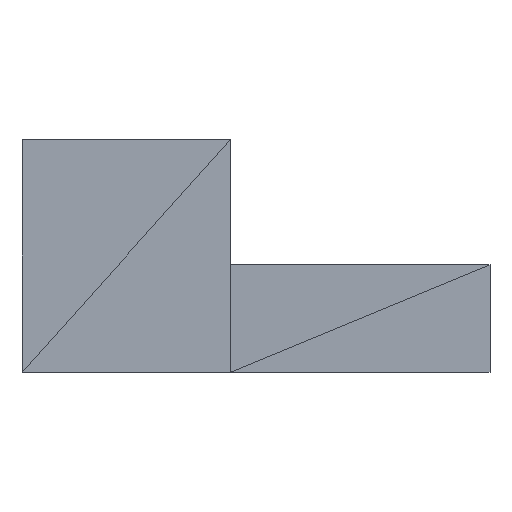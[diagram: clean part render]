
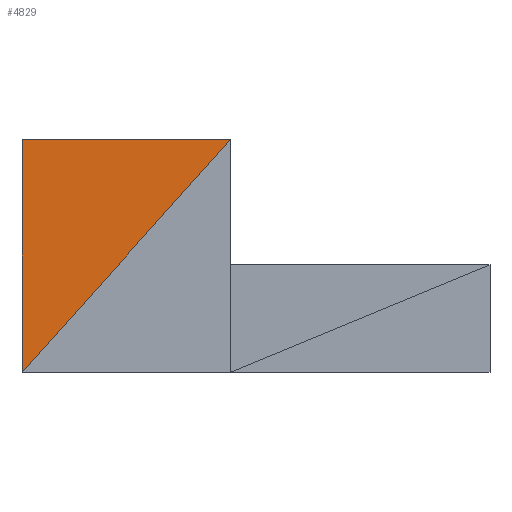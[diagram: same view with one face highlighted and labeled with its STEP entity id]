
A CAD part, front view. The second image highlights one B-rep face of the part: STEP entity #4829.
In plain terms, the highlighted planar face has unit normal (0, -1, 0).
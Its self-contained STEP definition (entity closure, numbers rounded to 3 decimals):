
#2339 = VERTEX_POINT('',#2340);
#2340 = CARTESIAN_POINT('',(-104.15,-43.375,56.));
#2354 = PLANE('',#2355);
#2355 = AXIS2_PLACEMENT_3D('',#2356,#2357,#2358);
#2356 = CARTESIAN_POINT('',(-99.275,-38.625,56.));
#2357 = DIRECTION('',(0.,-0.,-1.));
#2358 = DIRECTION('',(-1.,0.,-0.));
#2540 = VERTEX_POINT('',#2541);
#2541 = CARTESIAN_POINT('',(-104.15,-43.375,43.));
#2993 = PLANE('',#2994);
#2994 = AXIS2_PLACEMENT_3D('',#2995,#2996,#2997);
#2995 = CARTESIAN_POINT('',(-104.15,-43.375,56.));
#2996 = DIRECTION('',(1.,0.,0.));
#2997 = DIRECTION('',(-0.,0.,1.));
#3048 = EDGE_CURVE('',#2540,#2339,#3049,.T.);
#3049 = SURFACE_CURVE('',#3050,(#3054,#3061),.PCURVE_S1.);
#3050 = LINE('',#3051,#3052);
#3051 = CARTESIAN_POINT('',(-104.15,-43.375,43.));
#3052 = VECTOR('',#3053,1.);
#3053 = DIRECTION('',(0.,0.,1.));
#3054 = PCURVE('',#2993,#3055);
#3055 = DEFINITIONAL_REPRESENTATION('',(#3056),#3060);
#3056 = LINE('',#3057,#3058);
#3057 = CARTESIAN_POINT('',(-13.,0.));
#3058 = VECTOR('',#3059,1.);
#3059 = DIRECTION('',(1.,0.));
#3060 = ( GEOMETRIC_REPRESENTATION_CONTEXT(2) 
PARAMETRIC_REPRESENTATION_CONTEXT() REPRESENTATION_CONTEXT('2D SPACE',''
  ) );
#3061 = PCURVE('',#3062,#3067);
#3062 = PLANE('',#3063);
#3063 = AXIS2_PLACEMENT_3D('',#3064,#3065,#3066);
#3064 = CARTESIAN_POINT('',(-104.15,-43.375,43.));
#3065 = DIRECTION('',(0.,1.,0.));
#3066 = DIRECTION('',(0.,-0.,1.));
#3067 = DEFINITIONAL_REPRESENTATION('',(#3068),#3071);
#3068 = B_SPLINE_CURVE_WITH_KNOTS('',1,(#3069,#3070),.UNSPECIFIED.,.F.,
  .F.,(2,2),(0.,13.),.PIECEWISE_BEZIER_KNOTS.);
#3069 = CARTESIAN_POINT('',(0.,0.));
#3070 = CARTESIAN_POINT('',(13.,0.));
#3071 = ( GEOMETRIC_REPRESENTATION_CONTEXT(2) 
PARAMETRIC_REPRESENTATION_CONTEXT() REPRESENTATION_CONTEXT('2D SPACE',''
  ) );
#3383 = EDGE_CURVE('',#2339,#3384,#3386,.T.);
#3384 = VERTEX_POINT('',#3385);
#3385 = CARTESIAN_POINT('',(-92.5,-43.375,56.));
#3386 = SURFACE_CURVE('',#3387,(#3391,#3398),.PCURVE_S1.);
#3387 = LINE('',#3388,#3389);
#3388 = CARTESIAN_POINT('',(-104.15,-43.375,56.));
#3389 = VECTOR('',#3390,1.);
#3390 = DIRECTION('',(1.,0.,0.));
#3391 = PCURVE('',#2354,#3392);
#3392 = DEFINITIONAL_REPRESENTATION('',(#3393),#3397);
#3393 = LINE('',#3394,#3395);
#3394 = CARTESIAN_POINT('',(4.875,-4.75));
#3395 = VECTOR('',#3396,1.);
#3396 = DIRECTION('',(-1.,0.));
#3397 = ( GEOMETRIC_REPRESENTATION_CONTEXT(2) 
PARAMETRIC_REPRESENTATION_CONTEXT() REPRESENTATION_CONTEXT('2D SPACE',''
  ) );
#3398 = PCURVE('',#3062,#3399);
#3399 = DEFINITIONAL_REPRESENTATION('',(#3400),#3403);
#3400 = B_SPLINE_CURVE_WITH_KNOTS('',1,(#3401,#3402),.UNSPECIFIED.,.F.,
  .F.,(2,2),(0.,11.65),.PIECEWISE_BEZIER_KNOTS.);
#3401 = CARTESIAN_POINT('',(13.,0.));
#3402 = CARTESIAN_POINT('',(13.,11.65));
#3403 = ( GEOMETRIC_REPRESENTATION_CONTEXT(2) 
PARAMETRIC_REPRESENTATION_CONTEXT() REPRESENTATION_CONTEXT('2D SPACE',''
  ) );
#3758 = PLANE('',#3759);
#3759 = AXIS2_PLACEMENT_3D('',#3760,#3761,#3762);
#3760 = CARTESIAN_POINT('',(-92.5,-43.375,56.));
#3761 = DIRECTION('',(0.,1.,0.));
#3762 = DIRECTION('',(0.,-0.,1.));
#4829 = ADVANCED_FACE('',(#4830),#3062,.F.);
#4830 = FACE_BOUND('',#4831,.T.);
#4831 = EDGE_LOOP('',(#4832,#4852,#4853));
#4832 = ORIENTED_EDGE('',*,*,#4833,.T.);
#4833 = EDGE_CURVE('',#2540,#3384,#4834,.T.);
#4834 = SURFACE_CURVE('',#4835,(#4839,#4846),.PCURVE_S1.);
#4835 = LINE('',#4836,#4837);
#4836 = CARTESIAN_POINT('',(-104.15,-43.375,43.));
#4837 = VECTOR('',#4838,1.);
#4838 = DIRECTION('',(0.667,0.,0.745));
#4839 = PCURVE('',#3062,#4840);
#4840 = DEFINITIONAL_REPRESENTATION('',(#4841),#4845);
#4841 = LINE('',#4842,#4843);
#4842 = CARTESIAN_POINT('',(0.,0.));
#4843 = VECTOR('',#4844,1.);
#4844 = DIRECTION('',(0.745,0.667));
#4845 = ( GEOMETRIC_REPRESENTATION_CONTEXT(2) 
PARAMETRIC_REPRESENTATION_CONTEXT() REPRESENTATION_CONTEXT('2D SPACE',''
  ) );
#4846 = PCURVE('',#3758,#4847);
#4847 = DEFINITIONAL_REPRESENTATION('',(#4848),#4851);
#4848 = B_SPLINE_CURVE_WITH_KNOTS('',1,(#4849,#4850),.UNSPECIFIED.,.F.,
  .F.,(2,2),(0.,17.456),.PIECEWISE_BEZIER_KNOTS.);
#4849 = CARTESIAN_POINT('',(-13.,-11.65));
#4850 = CARTESIAN_POINT('',(0.,0.));
#4851 = ( GEOMETRIC_REPRESENTATION_CONTEXT(2) 
PARAMETRIC_REPRESENTATION_CONTEXT() REPRESENTATION_CONTEXT('2D SPACE',''
  ) );
#4852 = ORIENTED_EDGE('',*,*,#3383,.F.);
#4853 = ORIENTED_EDGE('',*,*,#3048,.F.);
